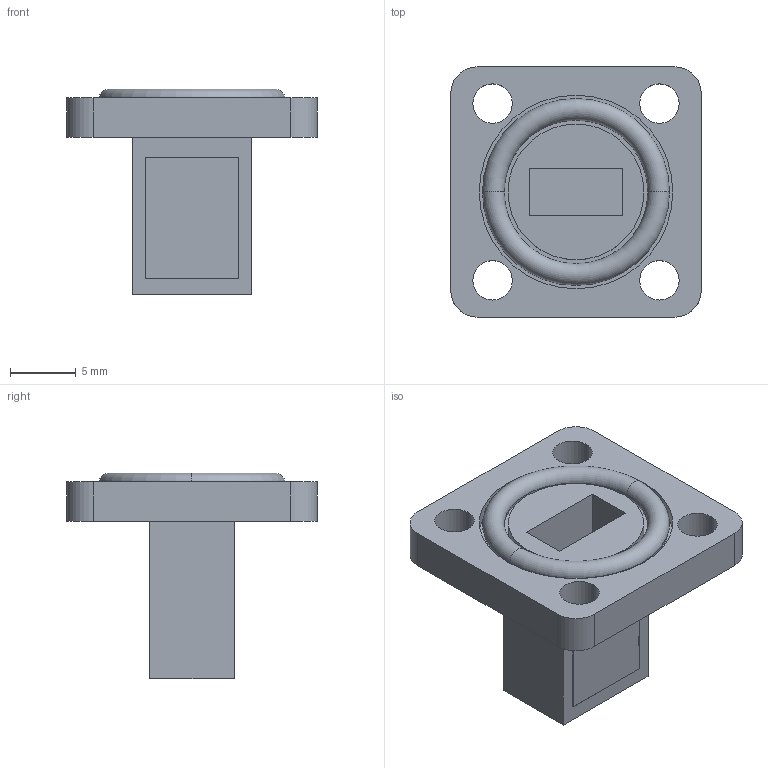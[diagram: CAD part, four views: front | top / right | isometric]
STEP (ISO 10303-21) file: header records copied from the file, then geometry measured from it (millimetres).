
FILE_DESCRIPTION (( 'STEP AP214' ), '1' );
FILE_NAME ('PE-W28TR1002.step', '2021-06-04T19:01:58', ( '' ), ( '' ), 'SwSTEP 2.0', 'SolidWorks 2020', '' );
FILE_SCHEMA (( 'AUTOMOTIVE_DESIGN' ));
Length unit declared in the file: inch
Products named in the file (1): PE-W28TR1002
Bounding box: 19.05 x 19.05 x 15.67 mm (x, y, z)
Volume: 1338.7 mm3; surface area: 1950.7 mm2
Topology: 2 solids, 2 shells, 43 faces, 104 edges, 68 vertices
Faces by surface type: plane 23, cylinder 16, torus 4
Entity records: 1337 total; most frequent: DIRECTION 232, CARTESIAN_POINT 216, ORIENTED_EDGE 208, EDGE_CURVE 104, AXIS2_PLACEMENT_3D 84, VERTEX_POINT 68, LINE 64, VECTOR 64
